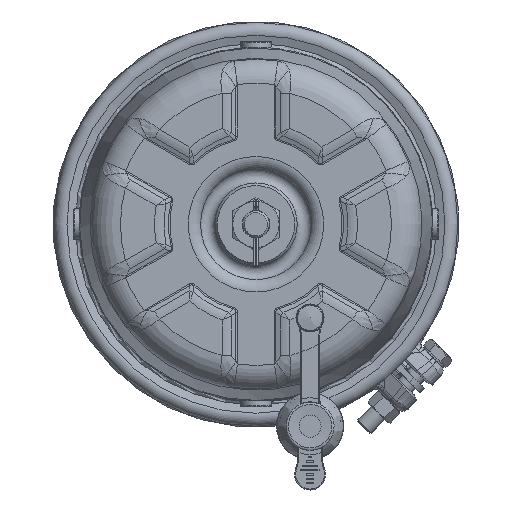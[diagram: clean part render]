
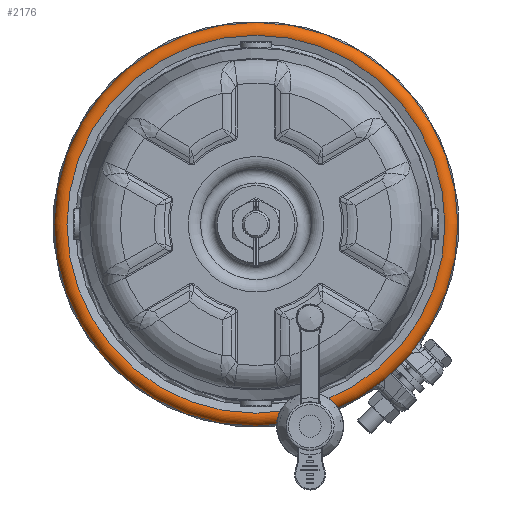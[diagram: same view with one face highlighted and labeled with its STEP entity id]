
A CAD part, left-side view. The second image highlights one B-rep face of the part: STEP entity #2176.
In plain terms, the highlighted toroidal (fillet/blend) face has major radius 99.5 mm and minor radius 5 mm.
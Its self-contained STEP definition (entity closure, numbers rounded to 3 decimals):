
#2176 = ADVANCED_FACE( '', ( #5044, #5045 ), #5046, .T. );
#5044 = FACE_OUTER_BOUND( '', #16441, .T. );
#5045 = FACE_OUTER_BOUND( '', #16442, .T. );
#5046 = TOROIDAL_SURFACE( '', #16443, 99.5, 5. );
#16441 = EDGE_LOOP( '', ( #32561 ) );
#16442 = EDGE_LOOP( '', ( #32562 ) );
#16443 = AXIS2_PLACEMENT_3D( '', #32563, #32564, #32565 );
#32561 = ORIENTED_EDGE( '', *, *, #40273, .T. );
#32562 = ORIENTED_EDGE( '', *, *, #39472, .F. );
#32563 = CARTESIAN_POINT( '', ( -174.126, 0., 0. ) );
#32564 = DIRECTION( '', ( 1., 0., 0. ) );
#32565 = DIRECTION( '', ( 0., -0.128, -0.992 ) );
#39472 = EDGE_CURVE( '', #44368, #44368, #44369, .T. );
#40273 = EDGE_CURVE( '', #45543, #45543, #45544, .T. );
#44368 = VERTEX_POINT( '', #55127 );
#44369 = CIRCLE( '', #55128, 104.5 );
#45543 = VERTEX_POINT( '', #58861 );
#45544 = CIRCLE( '', #58862, 97.79 );
#55127 = CARTESIAN_POINT( '', ( -174.126, 104.5, 0. ) );
#55128 = AXIS2_PLACEMENT_3D( '', #65483, #65484, #65485 );
#58861 = CARTESIAN_POINT( '', ( -178.825, -97.79, 0. ) );
#58862 = AXIS2_PLACEMENT_3D( '', #66110, #66111, #66112 );
#65483 = CARTESIAN_POINT( '', ( -174.126, 0., 0. ) );
#65484 = DIRECTION( '', ( 1., 0., 0. ) );
#65485 = DIRECTION( '', ( 0., 1., 0. ) );
#66110 = CARTESIAN_POINT( '', ( -178.825, 0., 0. ) );
#66111 = DIRECTION( '', ( 1., 0., 0. ) );
#66112 = DIRECTION( '', ( 0., -1., 0. ) );
